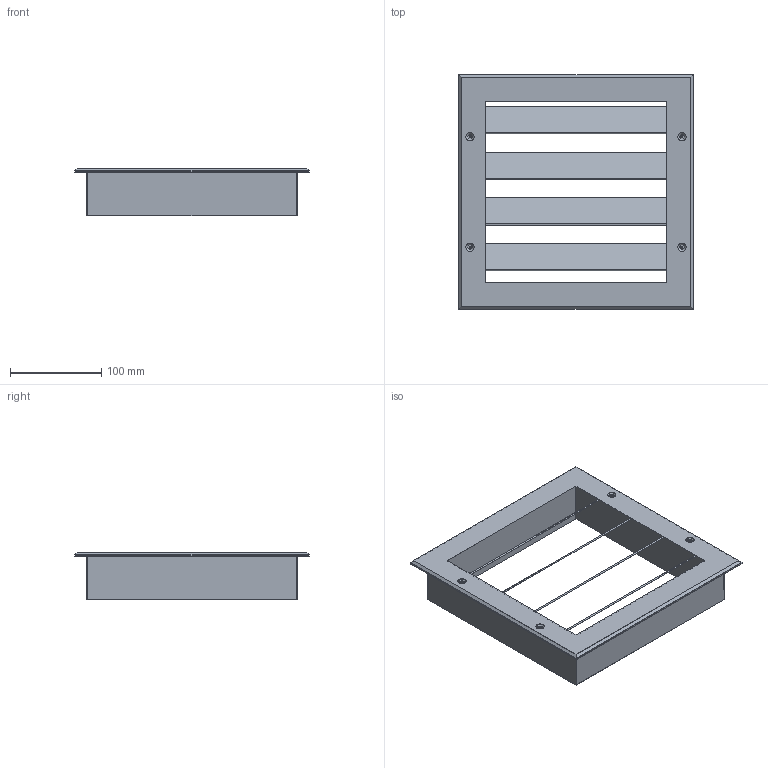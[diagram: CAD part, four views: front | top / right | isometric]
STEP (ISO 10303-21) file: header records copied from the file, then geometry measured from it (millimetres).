
FILE_DESCRIPTION (( 'STEP AP214' ), '1' );
FILE_NAME ('MLZ-20.STEP', '2022-10-12T16:44:03', ( '' ), ( '' ), 'SwSTEP 2.0', 'SolidWorks 2021', '' );
FILE_SCHEMA (( 'AUTOMOTIVE_DESIGN' ));
Length unit declared in the file: millimetre
Products named in the file (1): MLZ-20
Bounding box: 257 x 257 x 52 mm (x, y, z)
Volume: 164042.4 mm3; surface area: 300501.3 mm2
Topology: 2 solids, 2 shells, 107 faces, 280 edges, 176 vertices
Faces by surface type: plane 55, cylinder 36, cone 16
Entity records: 3373 total; most frequent: DIRECTION 592, CARTESIAN_POINT 564, ORIENTED_EDGE 560, EDGE_CURVE 280, AXIS2_PLACEMENT_3D 204, VECTOR 184, LINE 184, VERTEX_POINT 176
